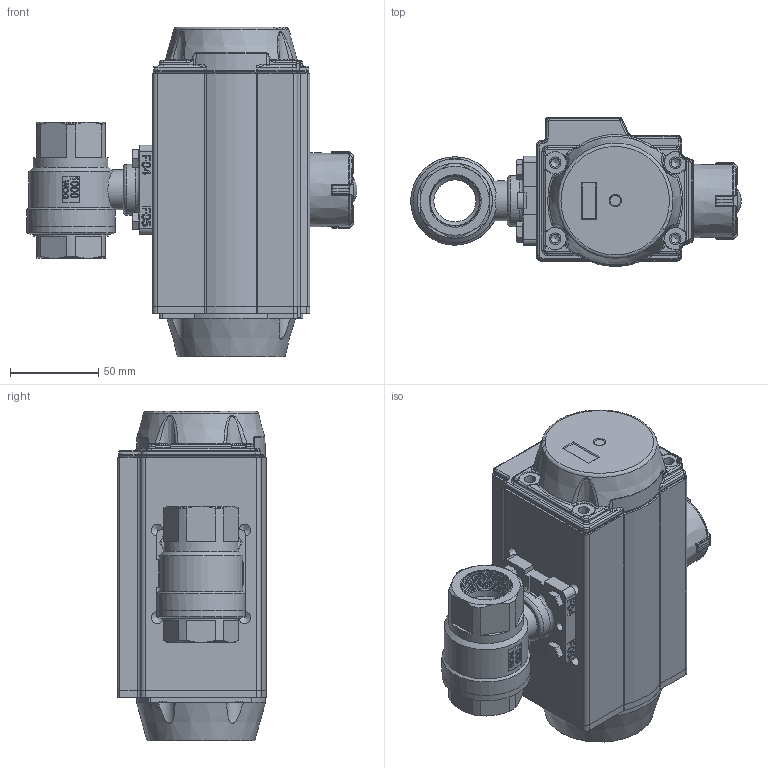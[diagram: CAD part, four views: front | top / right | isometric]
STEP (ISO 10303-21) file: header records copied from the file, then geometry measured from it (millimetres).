
FILE_DESCRIPTION(/* description */ ('Unknown'),/* implementation_level */ '2;1');
FILE_NAME(/* name */ 'PE02 9652-06',/* time_stamp */ '2025-01-15T10:52:49+01:00',/* author */ ('Unknown'),/* organization */ ('Unknown'),/* preprocessor_version */ 'ST-DEVELOPER v19.4',/* originating_system */ 'Solid Edge',/* authorisation */ 'Unknown');
FILE_SCHEMA (('MODEL_BASED_INTEGRATED_MANUFACTURING_SCHEMA','AUTOMOTIVE_DESIGN {1 0 10303 214 3 1 1}'));
Products named in the file (19): PE029652-06; 9652-06; Body Gaske; Stem; Nut Stopper; Body; Cap; Small hex thin nuts-Fine pitch thread GB_GB_FASTENER_NUT_SSFNTT M16X1.
0-N; DIN 933 M6x16 A2-70 BLK_EDST; PD03_PE02; vt65-2016-06-25; Optische Anzeige; ______; ________(___________; cup head nib bolts with large head gb_GB_FASTENER_BOLT_CHNBW M6X25-N; ____65______ ______; VT65_____________MIR; zhou65; VTE65____
Assembly tree (25 placements, depth 4):
  PE029652-06
    9652-06
      Body Gaske
      Stem
      Nut Stopper
      Body
      Cap
      Small hex thin nuts-Fine pitch thread GB_GB_FASTENER_NUT_SSFNTT M16X1.
0-N
    DIN 933 M6x16 A2-70 BLK_EDST  x4
    PD03_PE02
      vt65-2016-06-25
      Optische Anzeige
        ______
        ________(___________  x4
        cup head nib bolts with large head gb_GB_FASTENER_BOLT_CHNBW M6X25-N
      ____65______ ______  x2
      VT65_____________MIR
      zhou65
      VTE65____
Bounding box: 187.1 x 83.89 x 186.5 mm (x, y, z)
Volume: 767072.4 mm3; surface area: 251893.6 mm2
Topology: 22 solids, 22 shells, 2595 faces, 6524 edges, 4079 vertices
Faces by surface type: plane 858, cylinder 740, bspline 514, torus 268, cone 182, sphere 33
Full cylindrical faces by diameter (mm): 3 x16, 3.3 x8, 4.134 x8, 4.66 x1, 4.917 x15, 5 x2, 6 x5, 6.2 x1, 6.5 x4, 6.647 x4, 10 x12, 11 x2, 11.4 x1, 11.445 x2, 12 x1, 12.5 x2, 12.9 x1, 13 x2, 13.2 x1, 14 x7, 14.917 x1, 15 x1, 16 x1, 16.2 x18, 16.5 x2, 17 x2, 20 x2, 22.5 x3, 23.8 x1, 24.2 x1
Entity records: 91353 total; most frequent: CARTESIAN_POINT 47498, ORIENTED_EDGE 9390, DIRECTION 7904, EDGE_CURVE 4695, VERTEX_POINT 3161, AXIS2_PLACEMENT_3D 3058, FACE_BOUND 2466, EDGE_LOOP 2446
